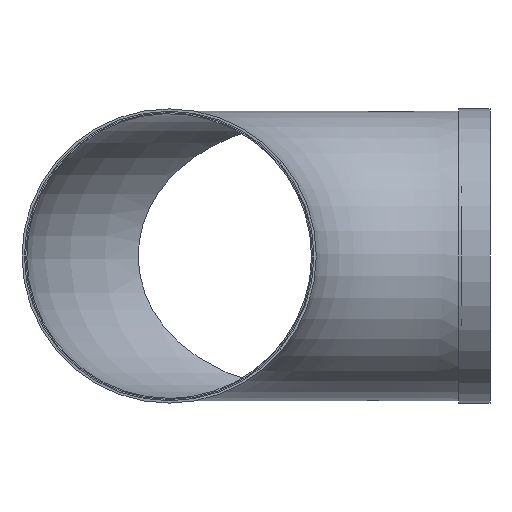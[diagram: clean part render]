
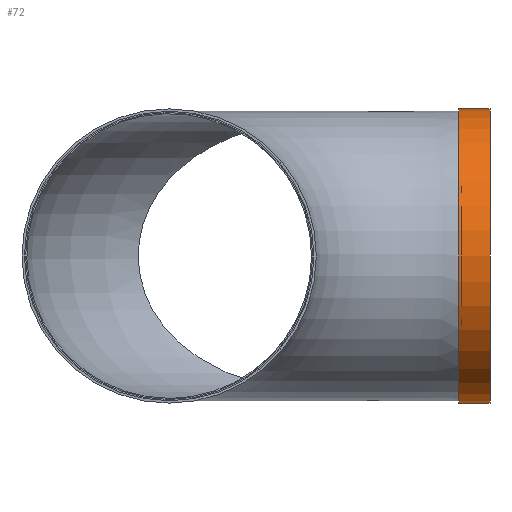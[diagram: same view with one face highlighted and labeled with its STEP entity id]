
A CAD part, left-side view. The second image highlights one B-rep face of the part: STEP entity #72.
In plain terms, the highlighted cylindrical face has radius 305 mm (diameter 610 mm), a full revolution.
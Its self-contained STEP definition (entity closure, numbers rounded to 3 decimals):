
#72 = ADVANCED_FACE( '', ( #151, #152 ), #153, .T. );
#151 = FACE_OUTER_BOUND( '', #257, .T. );
#152 = FACE_OUTER_BOUND( '', #258, .T. );
#153 = CYLINDRICAL_SURFACE( '', #259, 305. );
#257 = EDGE_LOOP( '', ( #353 ) );
#258 = EDGE_LOOP( '', ( #354 ) );
#259 = AXIS2_PLACEMENT_3D( '', #355, #356, #357 );
#353 = ORIENTED_EDGE( '', *, *, #499, .T. );
#354 = ORIENTED_EDGE( '', *, *, #500, .F. );
#355 = CARTESIAN_POINT( '', ( 0., 0., 0. ) );
#356 = DIRECTION( '', ( 0., 1., 0. ) );
#357 = DIRECTION( '', ( 0., 0., -1. ) );
#499 = EDGE_CURVE( '', #552, #552, #553, .T. );
#500 = EDGE_CURVE( '', #554, #554, #555, .T. );
#552 = VERTEX_POINT( '', #627 );
#553 = CIRCLE( '', #628, 305. );
#554 = VERTEX_POINT( '', #629 );
#555 = CIRCLE( '', #630, 305. );
#627 = CARTESIAN_POINT( '', ( 0., 65., -305. ) );
#628 = AXIS2_PLACEMENT_3D( '', #1776, #1777, #1778 );
#629 = CARTESIAN_POINT( '', ( 0., 0., -305. ) );
#630 = AXIS2_PLACEMENT_3D( '', #1779, #1780, #1781 );
#1776 = CARTESIAN_POINT( '', ( 0., 65., 0. ) );
#1777 = DIRECTION( '', ( 0., -1., 0. ) );
#1778 = DIRECTION( '', ( 0., 0., -1. ) );
#1779 = CARTESIAN_POINT( '', ( 0., 0., 0. ) );
#1780 = DIRECTION( '', ( 0., -1., 0. ) );
#1781 = DIRECTION( '', ( 0., 0., -1. ) );
